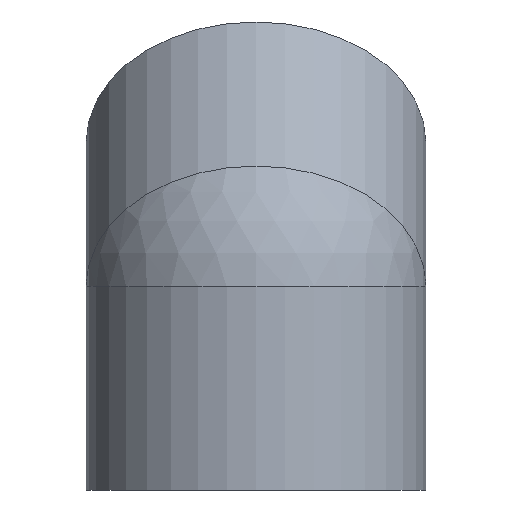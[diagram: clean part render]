
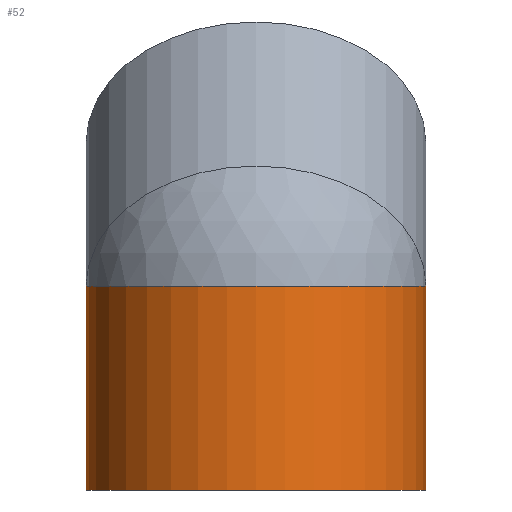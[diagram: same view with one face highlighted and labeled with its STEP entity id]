
A CAD part, left-side view. The second image highlights one B-rep face of the part: STEP entity #52.
In plain terms, the highlighted cylindrical face has radius 32.5 mm (diameter 65 mm), a full revolution.
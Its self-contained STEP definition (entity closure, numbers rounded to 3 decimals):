
#52 = ADVANCED_FACE( '', ( #107, #108 ), #109, .T. );
#107 = FACE_OUTER_BOUND( '', #160, .T. );
#108 = FACE_OUTER_BOUND( '', #161, .T. );
#109 = CYLINDRICAL_SURFACE( '', #162, 32.5 );
#160 = EDGE_LOOP( '', ( #228 ) );
#161 = EDGE_LOOP( '', ( #229, #230 ) );
#162 = AXIS2_PLACEMENT_3D( '', #231, #232, #233 );
#228 = ORIENTED_EDGE( '', *, *, #270, .T. );
#229 = ORIENTED_EDGE( '', *, *, #257, .F. );
#230 = ORIENTED_EDGE( '', *, *, #253, .F. );
#231 = CARTESIAN_POINT( '', ( 0., 0., 15. ) );
#232 = DIRECTION( '', ( 0., 0., 1. ) );
#233 = DIRECTION( '', ( -1., 0., 0. ) );
#253 = EDGE_CURVE( '', #279, #280, #281, .T. );
#257 = EDGE_CURVE( '', #280, #279, #286, .F. );
#270 = EDGE_CURVE( '', #305, #305, #306, .T. );
#279 = VERTEX_POINT( '', #317 );
#280 = VERTEX_POINT( '', #318 );
#281 = CIRCLE( '', #319, 32.5 );
#286 = ELLIPSE( '', #324, 35.178, 32.5 );
#305 = VERTEX_POINT( '', #343 );
#306 = CIRCLE( '', #344, 32.5 );
#317 = CARTESIAN_POINT( '', ( 0., 32.5, 15. ) );
#318 = CARTESIAN_POINT( '', ( 0., -32.5, 15. ) );
#319 = AXIS2_PLACEMENT_3D( '', #354, #355, #356 );
#324 = AXIS2_PLACEMENT_3D( '', #363, #364, #365 );
#343 = CARTESIAN_POINT( '', ( 32.5, 0., -24. ) );
#344 = AXIS2_PLACEMENT_3D( '', #387, #388, #389 );
#354 = CARTESIAN_POINT( '', ( 0., 0., 15. ) );
#355 = DIRECTION( '', ( 0., 0., 1. ) );
#356 = DIRECTION( '', ( 1., 0., 0. ) );
#363 = CARTESIAN_POINT( '', ( 0., 0., 15. ) );
#364 = DIRECTION( '', ( -0.383, 0., -0.924 ) );
#365 = DIRECTION( '', ( 0.924, 0., -0.383 ) );
#387 = CARTESIAN_POINT( '', ( 0., 0., -24. ) );
#388 = DIRECTION( '', ( 0., 0., 1. ) );
#389 = DIRECTION( '', ( 1., 0., 0. ) );
